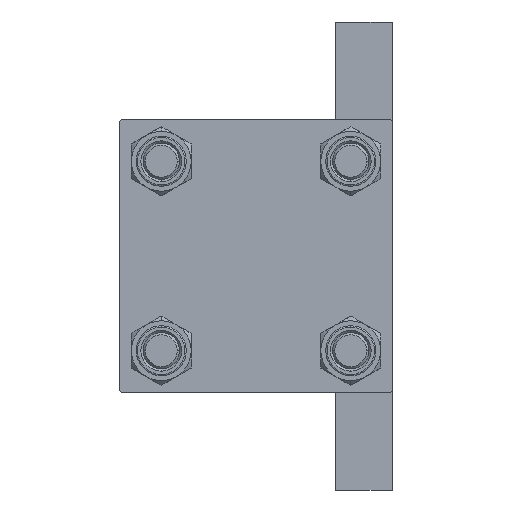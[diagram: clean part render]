
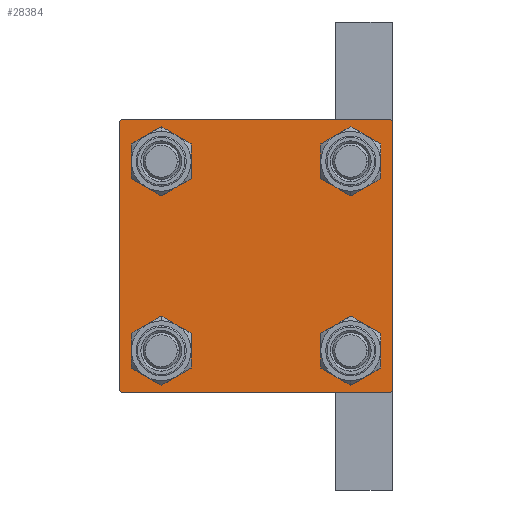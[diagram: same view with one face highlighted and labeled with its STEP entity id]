
A CAD part, left-side view. The second image highlights one B-rep face of the part: STEP entity #28384.
In plain terms, the highlighted planar face has unit normal (-1, 0, 0).
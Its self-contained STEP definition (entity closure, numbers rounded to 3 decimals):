
#518 = CARTESIAN_POINT ( 'NONE',  ( 0., 30., 30. ) ) ;
#647 = AXIS2_PLACEMENT_3D ( 'NONE', #16831, #13317, #39094 ) ;
#1107 = ORIENTED_EDGE ( 'NONE', *, *, #25716, .T. ) ;
#1225 = ORIENTED_EDGE ( 'NONE', *, *, #24325, .T. ) ;
#1364 = VECTOR ( 'NONE', #44916, 1000. ) ;
#1583 = VERTEX_POINT ( 'NONE', #47553 ) ;
#1673 = DIRECTION ( 'NONE',  ( 0., 0., 1. ) ) ;
#1905 = EDGE_CURVE ( 'NONE', #45019, #3434, #21930, .T. ) ;
#1923 = DIRECTION ( 'NONE',  ( 0., -0.707, 0.707 ) ) ;
#2040 = DIRECTION ( 'NONE',  ( 0., 0.707, -0.707 ) ) ;
#2122 = ORIENTED_EDGE ( 'NONE', *, *, #41436, .T. ) ;
#2327 = LINE ( 'NONE', #5844, #7963 ) ;
#2455 = ORIENTED_EDGE ( 'NONE', *, *, #27564, .T. ) ;
#3121 = AXIS2_PLACEMENT_3D ( 'NONE', #20815, #20570, #40284 ) ;
#3191 = FACE_BOUND ( 'NONE', #16669, .T. ) ;
#3434 = VERTEX_POINT ( 'NONE', #18559 ) ;
#3500 = EDGE_CURVE ( 'NONE', #15110, #30490, #36569, .T. ) ;
#3684 = FACE_BOUND ( 'NONE', #49277, .T. ) ;
#3765 = DIRECTION ( 'NONE',  ( 0., -1., 0. ) ) ;
#4175 = CARTESIAN_POINT ( 'NONE',  ( 0., 20.85, 20.85 ) ) ;
#4593 = EDGE_LOOP ( 'NONE', ( #27333, #1107 ) ) ;
#4772 = CARTESIAN_POINT ( 'NONE',  ( 0., 20.85, -16.35 ) ) ;
#4985 = DIRECTION ( 'NONE',  ( 0., 0., 1. ) ) ;
#5844 = CARTESIAN_POINT ( 'NONE',  ( 0., 29.75, -29.75 ) ) ;
#5870 = CARTESIAN_POINT ( 'NONE',  ( 0., -30., 29.5 ) ) ;
#6037 = CARTESIAN_POINT ( 'NONE',  ( 0., 29.75, 29.75 ) ) ;
#6785 = LINE ( 'NONE', #28631, #27107 ) ;
#7054 = DIRECTION ( 'NONE',  ( 0., -1., 0. ) ) ;
#7530 = LINE ( 'NONE', #518, #12479 ) ;
#7963 = VECTOR ( 'NONE', #29588, 1000. ) ;
#8112 = EDGE_CURVE ( 'NONE', #12501, #15110, #2327, .T. ) ;
#8249 = CIRCLE ( 'NONE', #34571, 4.5 ) ;
#8726 = CIRCLE ( 'NONE', #37471, 4.5 ) ;
#9029 = EDGE_CURVE ( 'NONE', #31299, #43920, #13486, .T. ) ;
#9241 = CARTESIAN_POINT ( 'NONE',  ( 0., -20.85, 20.85 ) ) ;
#9441 = LINE ( 'NONE', #40413, #11896 ) ;
#9497 = DIRECTION ( 'NONE',  ( 0., 0., 1. ) ) ;
#9752 = CARTESIAN_POINT ( 'NONE',  ( 0., -20.85, -20.85 ) ) ;
#9817 = CARTESIAN_POINT ( 'NONE',  ( 0., 20.85, 25.35 ) ) ;
#10162 = EDGE_LOOP ( 'NONE', ( #45783, #43935, #43317, #27243, #36100, #31420, #30842, #2122 ) ) ;
#10251 = EDGE_CURVE ( 'NONE', #45019, #40035, #6785, .T. ) ;
#10262 = AXIS2_PLACEMENT_3D ( 'NONE', #29961, #13178, #1673 ) ;
#10581 = DIRECTION ( 'NONE',  ( 1., 0., 0. ) ) ;
#10710 = CARTESIAN_POINT ( 'NONE',  ( 0., 20.85, -25.35 ) ) ;
#11192 = CIRCLE ( 'NONE', #46322, 4.5 ) ;
#11262 = EDGE_CURVE ( 'NONE', #1583, #23817, #11192, .T. ) ;
#11868 = LINE ( 'NONE', #34372, #14609 ) ;
#11896 = VECTOR ( 'NONE', #1923, 1000. ) ;
#12294 = AXIS2_PLACEMENT_3D ( 'NONE', #4175, #46928, #42421 ) ;
#12411 = VECTOR ( 'NONE', #2040, 1000. ) ;
#12479 = VECTOR ( 'NONE', #3765, 1000. ) ;
#12501 = VERTEX_POINT ( 'NONE', #28194 ) ;
#13178 = DIRECTION ( 'NONE',  ( -1., 0., 0. ) ) ;
#13223 = AXIS2_PLACEMENT_3D ( 'NONE', #9752, #29244, #25013 ) ;
#13317 = DIRECTION ( 'NONE',  ( 1., 0., 0. ) ) ;
#13486 = CIRCLE ( 'NONE', #29438, 4.5 ) ;
#13914 = DIRECTION ( 'NONE',  ( 1., 0., 0. ) ) ;
#14241 = VERTEX_POINT ( 'NONE', #4772 ) ;
#14609 = VECTOR ( 'NONE', #30624, 1000. ) ;
#15016 = VECTOR ( 'NONE', #7054, 1000. ) ;
#15110 = VERTEX_POINT ( 'NONE', #47521 ) ;
#16211 = CARTESIAN_POINT ( 'NONE',  ( 0., 20.85, 16.35 ) ) ;
#16669 = EDGE_LOOP ( 'NONE', ( #2455, #1225 ) ) ;
#16831 = CARTESIAN_POINT ( 'NONE',  ( 0., -20.85, -20.85 ) ) ;
#17858 = EDGE_CURVE ( 'NONE', #43920, #31299, #20294, .T. ) ;
#17915 = CARTESIAN_POINT ( 'NONE',  ( 0., 30., 29.5 ) ) ;
#18456 = FACE_BOUND ( 'NONE', #4593, .T. ) ;
#18559 = CARTESIAN_POINT ( 'NONE',  ( 0., -29.5, 30. ) ) ;
#18675 = CARTESIAN_POINT ( 'NONE',  ( 0., -29.75, 29.75 ) ) ;
#20294 = CIRCLE ( 'NONE', #12294, 4.5 ) ;
#20570 = DIRECTION ( 'NONE',  ( 1., 0., 0. ) ) ;
#20815 = CARTESIAN_POINT ( 'NONE',  ( 0., 20.85, -20.85 ) ) ;
#21930 = LINE ( 'NONE', #18675, #1364 ) ;
#22061 = CARTESIAN_POINT ( 'NONE',  ( 0., 30., -30. ) ) ;
#22257 = VERTEX_POINT ( 'NONE', #10710 ) ;
#23817 = VERTEX_POINT ( 'NONE', #27611 ) ;
#24325 = EDGE_CURVE ( 'NONE', #26828, #46209, #48302, .T. ) ;
#24813 = LINE ( 'NONE', #6037, #12411 ) ;
#24952 = DIRECTION ( 'NONE',  ( 0., 0., 1. ) ) ;
#25013 = DIRECTION ( 'NONE',  ( 0., 0., 1. ) ) ;
#25111 = DIRECTION ( 'NONE',  ( 0., 0., 1. ) ) ;
#25716 = EDGE_CURVE ( 'NONE', #22257, #14241, #8726, .T. ) ;
#26067 = ORIENTED_EDGE ( 'NONE', *, *, #17858, .T. ) ;
#26828 = VERTEX_POINT ( 'NONE', #44711 ) ;
#27107 = VECTOR ( 'NONE', #39886, 1000. ) ;
#27190 = EDGE_LOOP ( 'NONE', ( #47774, #36612 ) ) ;
#27243 = ORIENTED_EDGE ( 'NONE', *, *, #48680, .T. ) ;
#27332 = CARTESIAN_POINT ( 'NONE',  ( 0., -30., -29.5 ) ) ;
#27333 = ORIENTED_EDGE ( 'NONE', *, *, #28679, .T. ) ;
#27564 = EDGE_CURVE ( 'NONE', #46209, #26828, #29400, .T. ) ;
#27611 = CARTESIAN_POINT ( 'NONE',  ( 0., -20.85, 16.35 ) ) ;
#27765 = DIRECTION ( 'NONE',  ( 1., 0., 0. ) ) ;
#28194 = CARTESIAN_POINT ( 'NONE',  ( 0., 30., -29.5 ) ) ;
#28384 = ADVANCED_FACE ( 'NONE', ( #37447, #3191, #18456, #3684, #33697 ), #48941, .T. ) ;
#28631 = CARTESIAN_POINT ( 'NONE',  ( 0., -30., 30. ) ) ;
#28679 = EDGE_CURVE ( 'NONE', #14241, #22257, #41428, .T. ) ;
#29244 = DIRECTION ( 'NONE',  ( 1., 0., 0. ) ) ;
#29400 = CIRCLE ( 'NONE', #647, 4.5 ) ;
#29438 = AXIS2_PLACEMENT_3D ( 'NONE', #47854, #10581, #25111 ) ;
#29588 = DIRECTION ( 'NONE',  ( 0., -0.707, -0.707 ) ) ;
#29961 = CARTESIAN_POINT ( 'NONE',  ( 0., 0., 0. ) ) ;
#30490 = VERTEX_POINT ( 'NONE', #34316 ) ;
#30624 = DIRECTION ( 'NONE',  ( 0., 0., -1. ) ) ;
#30842 = ORIENTED_EDGE ( 'NONE', *, *, #42405, .F. ) ;
#31299 = VERTEX_POINT ( 'NONE', #9817 ) ;
#31420 = ORIENTED_EDGE ( 'NONE', *, *, #1905, .T. ) ;
#32870 = VERTEX_POINT ( 'NONE', #44071 ) ;
#33301 = VERTEX_POINT ( 'NONE', #17915 ) ;
#33697 = FACE_OUTER_BOUND ( 'NONE', #10162, .T. ) ;
#34316 = CARTESIAN_POINT ( 'NONE',  ( 0., -29.5, -30. ) ) ;
#34372 = CARTESIAN_POINT ( 'NONE',  ( 0., 30., 30. ) ) ;
#34571 = AXIS2_PLACEMENT_3D ( 'NONE', #43928, #13914, #24952 ) ;
#36100 = ORIENTED_EDGE ( 'NONE', *, *, #10251, .F. ) ;
#36477 = DIRECTION ( 'NONE',  ( 1., 0., 0. ) ) ;
#36569 = LINE ( 'NONE', #22061, #15016 ) ;
#36612 = ORIENTED_EDGE ( 'NONE', *, *, #38463, .T. ) ;
#37047 = CARTESIAN_POINT ( 'NONE',  ( 0., -20.85, -16.35 ) ) ;
#37447 = FACE_BOUND ( 'NONE', #27190, .T. ) ;
#37471 = AXIS2_PLACEMENT_3D ( 'NONE', #43725, #36477, #9497 ) ;
#38463 = EDGE_CURVE ( 'NONE', #23817, #1583, #8249, .T. ) ;
#39010 = EDGE_CURVE ( 'NONE', #33301, #12501, #11868, .T. ) ;
#39094 = DIRECTION ( 'NONE',  ( 0., 0., 1. ) ) ;
#39886 = DIRECTION ( 'NONE',  ( 0., 0., -1. ) ) ;
#40035 = VERTEX_POINT ( 'NONE', #27332 ) ;
#40284 = DIRECTION ( 'NONE',  ( 0., 0., 1. ) ) ;
#40413 = CARTESIAN_POINT ( 'NONE',  ( 0., -29.75, -29.75 ) ) ;
#41428 = CIRCLE ( 'NONE', #3121, 4.5 ) ;
#41436 = EDGE_CURVE ( 'NONE', #32870, #33301, #24813, .T. ) ;
#42405 = EDGE_CURVE ( 'NONE', #32870, #3434, #7530, .T. ) ;
#42421 = DIRECTION ( 'NONE',  ( 0., 0., 1. ) ) ;
#43317 = ORIENTED_EDGE ( 'NONE', *, *, #3500, .T. ) ;
#43725 = CARTESIAN_POINT ( 'NONE',  ( 0., 20.85, -20.85 ) ) ;
#43920 = VERTEX_POINT ( 'NONE', #16211 ) ;
#43928 = CARTESIAN_POINT ( 'NONE',  ( 0., -20.85, 20.85 ) ) ;
#43935 = ORIENTED_EDGE ( 'NONE', *, *, #8112, .T. ) ;
#44071 = CARTESIAN_POINT ( 'NONE',  ( 0., 29.5, 30. ) ) ;
#44711 = CARTESIAN_POINT ( 'NONE',  ( 0., -20.85, -25.35 ) ) ;
#44916 = DIRECTION ( 'NONE',  ( 0., 0.707, 0.707 ) ) ;
#45019 = VERTEX_POINT ( 'NONE', #5870 ) ;
#45783 = ORIENTED_EDGE ( 'NONE', *, *, #39010, .T. ) ;
#46049 = ORIENTED_EDGE ( 'NONE', *, *, #9029, .T. ) ;
#46209 = VERTEX_POINT ( 'NONE', #37047 ) ;
#46322 = AXIS2_PLACEMENT_3D ( 'NONE', #9241, #27765, #4985 ) ;
#46928 = DIRECTION ( 'NONE',  ( 1., 0., 0. ) ) ;
#47521 = CARTESIAN_POINT ( 'NONE',  ( 0., 29.5, -30. ) ) ;
#47553 = CARTESIAN_POINT ( 'NONE',  ( 0., -20.85, 25.35 ) ) ;
#47774 = ORIENTED_EDGE ( 'NONE', *, *, #11262, .T. ) ;
#47854 = CARTESIAN_POINT ( 'NONE',  ( 0., 20.85, 20.85 ) ) ;
#48302 = CIRCLE ( 'NONE', #13223, 4.5 ) ;
#48680 = EDGE_CURVE ( 'NONE', #30490, #40035, #9441, .T. ) ;
#48941 = PLANE ( 'NONE',  #10262 ) ;
#49277 = EDGE_LOOP ( 'NONE', ( #46049, #26067 ) ) ;
